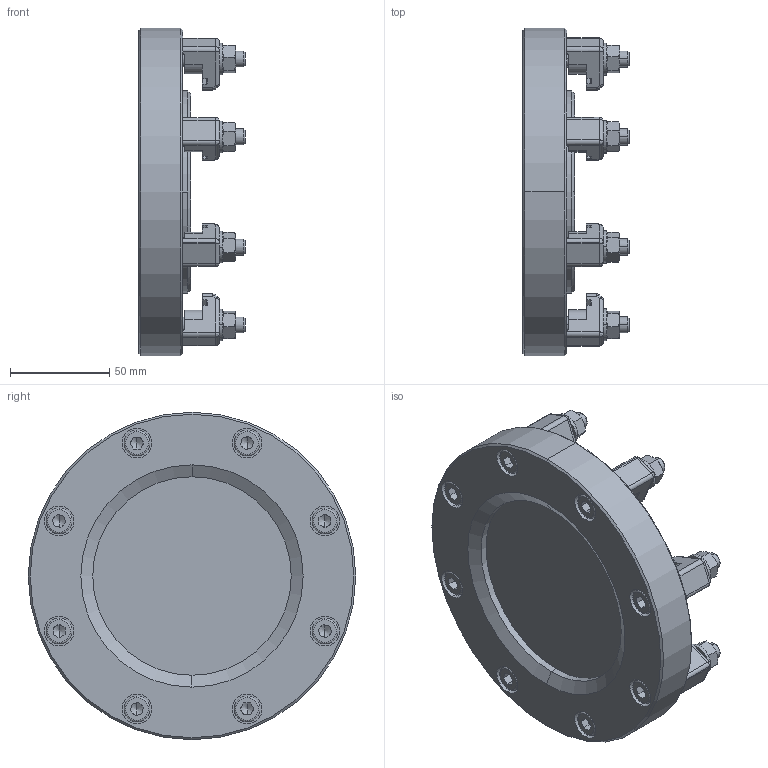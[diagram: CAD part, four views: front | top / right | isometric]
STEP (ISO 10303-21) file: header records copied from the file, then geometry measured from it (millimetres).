
FILE_DESCRIPTION (( 'STEP AP214' ), '1' );
FILE_NAME ('PF411013-T.step', '2017-07-10T07:06:47', ( 'install' ), ( '' ), 'SwSTEP 2.0', 'SolidWorks 2015', '' );
FILE_SCHEMA (( 'AUTOMOTIVE_DESIGN' ));
Length unit declared in the file: millimetre
Products named in the file (1): PF411013-T
Bounding box: 53.5 x 165 x 165 mm (x, y, z)
Surface area: 133534.8 mm2 (no closed solid volume)
Topology: 0 solids, 4 shells, 910 faces, 2178 edges, 1292 vertices
Faces by surface type: plane 346, cylinder 306, cone 180, bspline 55, torus 23
Entity records: 27394 total; most frequent: CARTESIAN_POINT 6621, DIRECTION 4505, ORIENTED_EDGE 4234, EDGE_CURVE 2126, AXIS2_PLACEMENT_3D 1815, VERTEX_POINT 1292, EDGE_LOOP 1004, CIRCLE 959
